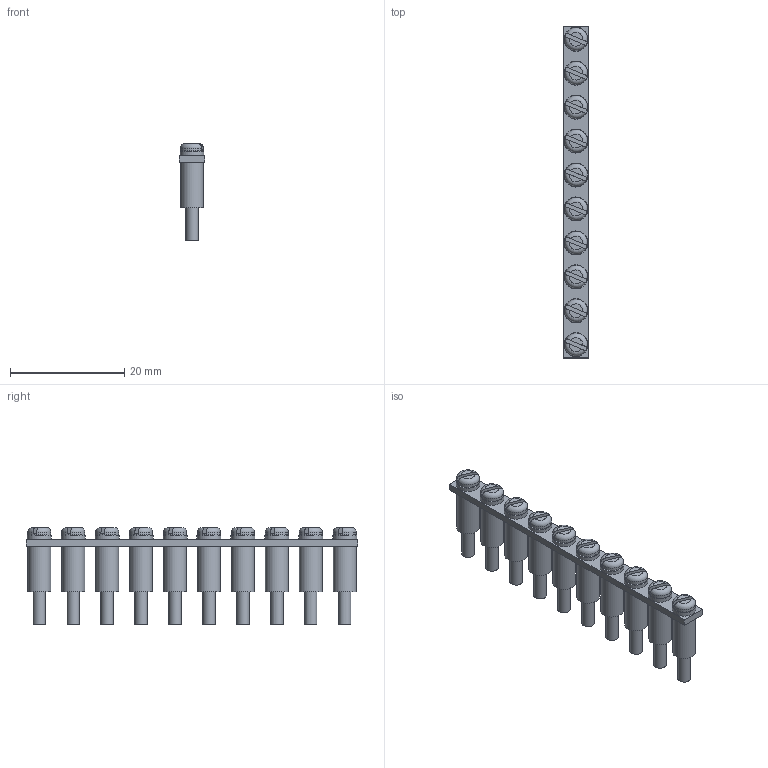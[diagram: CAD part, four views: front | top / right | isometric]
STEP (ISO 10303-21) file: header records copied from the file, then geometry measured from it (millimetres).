
FILE_DESCRIPTION (( 'STEP AP214' ), '1' );
FILE_NAME ('YCT10-00-K03-004-A-10P Ïåðåìû÷êà â ñáîðå äëÿ CTS 4ìì2 10PIN.STEP', '2023-10-16T10:09:38', ( '' ), ( '' ), 'SwSTEP 2.0', 'SolidWorks 2022', '' );
FILE_SCHEMA (( 'AUTOMOTIVE_DESIGN' ));
Length unit declared in the file: millimetre
Products named in the file (1): YCT10-00-K03-004-A-10P Перемычка в сборе для CTS 4мм2 10PIN
Bounding box: 4.5 x 58.2 x 17 mm (x, y, z)
Volume: 1764.9 mm3; surface area: 4169.8 mm2
Topology: 31 solids, 31 shells, 236 faces, 462 edges, 298 vertices
Faces by surface type: plane 116, cylinder 70, torus 40, cone 10
Full cylindrical faces by diameter (mm): 2 x10, 2.16 x10, 2.5 x10, 2.8 x10, 4 x20, 4.2 x10
Entity records: 8796 total; most frequent: CARTESIAN_POINT 1237, DIRECTION 1006, ORIENTED_EDGE 704, AXIS2_PLACEMENT_3D 457, EDGE_LOOP 406, EDGE_CURVE 352, FACE_OUTER_BOUND 326, VERTEX_POINT 288
